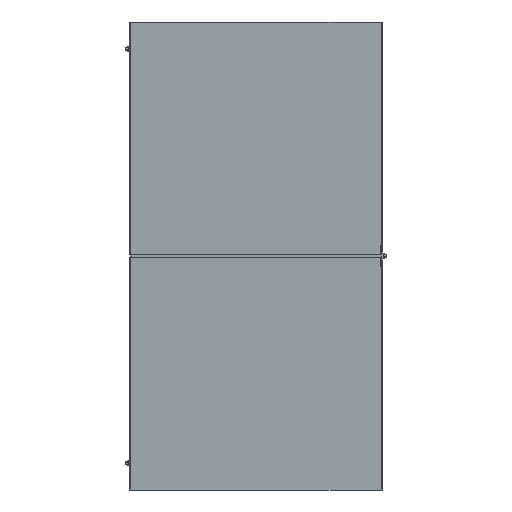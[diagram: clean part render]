
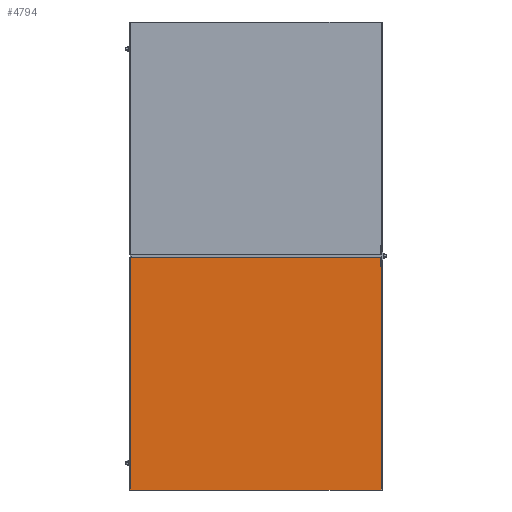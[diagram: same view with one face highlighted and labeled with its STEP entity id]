
A CAD part, front view. The second image highlights one B-rep face of the part: STEP entity #4794.
In plain terms, the highlighted planar face has unit normal (0, -1, 0).
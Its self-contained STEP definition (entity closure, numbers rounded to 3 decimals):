
#459 = VECTOR ( 'NONE', #7742, 1000. ) ;
#667 = DIRECTION ( 'NONE',  ( 0., 1., 0. ) ) ;
#781 = VERTEX_POINT ( 'NONE', #9090 ) ;
#1578 = CARTESIAN_POINT ( 'NONE',  ( -270.5, 0., -2.5 ) ) ;
#1869 = CARTESIAN_POINT ( 'NONE',  ( 300., 0., -25. ) ) ;
#1911 = AXIS2_PLACEMENT_3D ( 'NONE', #9271, #667, #6141 ) ;
#2302 = CARTESIAN_POINT ( 'NONE',  ( 300., 0., -560. ) ) ;
#2393 = DIRECTION ( 'NONE',  ( -1., 0., 0. ) ) ;
#2685 = EDGE_CURVE ( 'NONE', #9273, #9906, #8162, .T. ) ;
#2752 = EDGE_CURVE ( 'NONE', #781, #3936, #9777, .T. ) ;
#3093 = ORIENTED_EDGE ( 'NONE', *, *, #3794, .F. ) ;
#3094 = VECTOR ( 'NONE', #2393, 1000. ) ;
#3112 = CARTESIAN_POINT ( 'NONE',  ( -300., 0., 560. ) ) ;
#3794 = EDGE_CURVE ( 'NONE', #9906, #3916, #3865, .T. ) ;
#3865 = LINE ( 'NONE', #4890, #7772 ) ;
#3916 = VERTEX_POINT ( 'NONE', #1869 ) ;
#3934 = DIRECTION ( 'NONE',  ( 0., 0., -1. ) ) ;
#3936 = VERTEX_POINT ( 'NONE', #7356 ) ;
#4254 = VECTOR ( 'NONE', #9336, 1000. ) ;
#4306 = EDGE_CURVE ( 'NONE', #3916, #4564, #8010, .T. ) ;
#4307 = EDGE_LOOP ( 'NONE', ( #5051, #6726, #10173, #9915, #9516, #3093 ) ) ;
#4564 = VERTEX_POINT ( 'NONE', #8954 ) ;
#4579 = PLANE ( 'NONE',  #1911 ) ;
#4794 = ADVANCED_FACE ( 'NONE', ( #7520 ), #4579, .F. ) ;
#4890 = CARTESIAN_POINT ( 'NONE',  ( 298.5, 0., -25. ) ) ;
#5051 = ORIENTED_EDGE ( 'NONE', *, *, #2685, .F. ) ;
#5365 = VECTOR ( 'NONE', #10169, 1000. ) ;
#5476 = CARTESIAN_POINT ( 'NONE',  ( 300., 0., 560. ) ) ;
#6141 = DIRECTION ( 'NONE',  ( 0., 0., 1. ) ) ;
#6440 = DIRECTION ( 'NONE',  ( 1., 0., 0. ) ) ;
#6726 = ORIENTED_EDGE ( 'NONE', *, *, #10043, .T. ) ;
#7337 = EDGE_CURVE ( 'NONE', #3936, #4564, #8575, .T. ) ;
#7356 = CARTESIAN_POINT ( 'NONE',  ( -300., 0., -560. ) ) ;
#7520 = FACE_OUTER_BOUND ( 'NONE', #4307, .T. ) ;
#7742 = DIRECTION ( 'NONE',  ( 1., 0., 0. ) ) ;
#7760 = VECTOR ( 'NONE', #3934, 1000. ) ;
#7772 = VECTOR ( 'NONE', #6440, 1000. ) ;
#8010 = LINE ( 'NONE', #5476, #7760 ) ;
#8162 = LINE ( 'NONE', #10067, #4254 ) ;
#8427 = CARTESIAN_POINT ( 'NONE',  ( 298.5, 0., -25. ) ) ;
#8575 = LINE ( 'NONE', #2302, #459 ) ;
#8954 = CARTESIAN_POINT ( 'NONE',  ( 300., 0., -560. ) ) ;
#9090 = CARTESIAN_POINT ( 'NONE',  ( -300., 0., -2.5 ) ) ;
#9191 = CARTESIAN_POINT ( 'NONE',  ( 298.5, 0., -2.5 ) ) ;
#9271 = CARTESIAN_POINT ( 'NONE',  ( 300., 0., 560. ) ) ;
#9273 = VERTEX_POINT ( 'NONE', #9191 ) ;
#9336 = DIRECTION ( 'NONE',  ( 0., 0., -1. ) ) ;
#9370 = LINE ( 'NONE', #1578, #3094 ) ;
#9516 = ORIENTED_EDGE ( 'NONE', *, *, #4306, .F. ) ;
#9777 = LINE ( 'NONE', #3112, #5365 ) ;
#9906 = VERTEX_POINT ( 'NONE', #8427 ) ;
#9915 = ORIENTED_EDGE ( 'NONE', *, *, #7337, .T. ) ;
#10043 = EDGE_CURVE ( 'NONE', #9273, #781, #9370, .T. ) ;
#10067 = CARTESIAN_POINT ( 'NONE',  ( 298.5, 0., 25. ) ) ;
#10169 = DIRECTION ( 'NONE',  ( 0., 0., -1. ) ) ;
#10173 = ORIENTED_EDGE ( 'NONE', *, *, #2752, .T. ) ;
